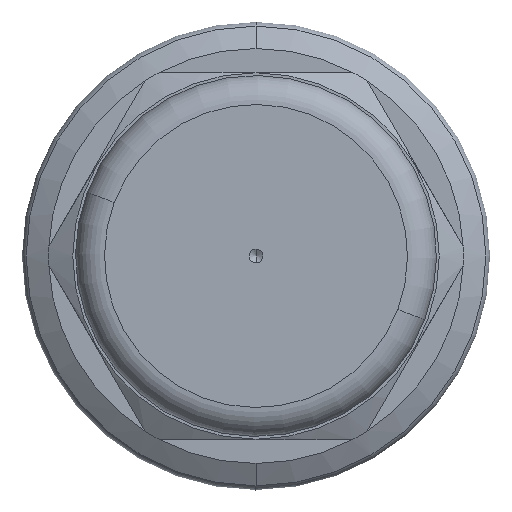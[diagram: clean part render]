
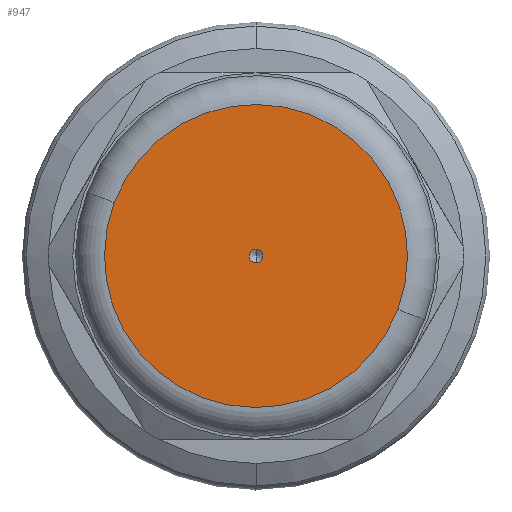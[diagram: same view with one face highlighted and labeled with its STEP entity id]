
A CAD part, left-side view. The second image highlights one B-rep face of the part: STEP entity #947.
In plain terms, the highlighted planar face has unit normal (-1, 0, 0).
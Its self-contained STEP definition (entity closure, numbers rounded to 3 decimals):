
#63 = CIRCLE ( 'NONE', #4805, 13.075 ) ;
#227 = VERTEX_POINT ( 'NONE', #5957 ) ;
#323 = CARTESIAN_POINT ( 'NONE',  ( -238.35, -1.657, 0. ) ) ;
#672 = AXIS2_PLACEMENT_3D ( 'NONE', #12410, #4309, #4351 ) ;
#841 = ORIENTED_EDGE ( 'NONE', *, *, #7255, .T. ) ;
#947 = ADVANCED_FACE ( 'NONE', ( #4403, #11349 ), #12352, .T. ) ;
#1182 = CARTESIAN_POINT ( 'NONE',  ( -238.35, -13.889, -4.618 ) ) ;
#2688 = DIRECTION ( 'NONE',  ( 0., -0.936, -0.353 ) ) ;
#3163 = VERTEX_POINT ( 'NONE', #1182 ) ;
#3251 = VERTEX_POINT ( 'NONE', #6123 ) ;
#3261 = EDGE_LOOP ( 'NONE', ( #4951, #8181 ) ) ;
#3423 = AXIS2_PLACEMENT_3D ( 'NONE', #7444, #7670, #6337 ) ;
#3441 = CIRCLE ( 'NONE', #11747, 0.6 ) ;
#3899 = EDGE_CURVE ( 'NONE', #3251, #6830, #12148, .T. ) ;
#4309 = DIRECTION ( 'NONE',  ( 1., 0., 0. ) ) ;
#4351 = DIRECTION ( 'NONE',  ( 0., -0.936, -0.353 ) ) ;
#4403 = FACE_BOUND ( 'NONE', #7059, .T. ) ;
#4805 = AXIS2_PLACEMENT_3D ( 'NONE', #5072, #11688, #10328 ) ;
#4951 = ORIENTED_EDGE ( 'NONE', *, *, #6824, .F. ) ;
#5070 = ORIENTED_EDGE ( 'NONE', *, *, #3899, .T. ) ;
#5072 = CARTESIAN_POINT ( 'NONE',  ( -238.35, -1.657, 0. ) ) ;
#5318 = DIRECTION ( 'NONE',  ( -1., 0., 0. ) ) ;
#5765 = CIRCLE ( 'NONE', #3423, 13.075 ) ;
#5957 = CARTESIAN_POINT ( 'NONE',  ( -238.35, 10.576, 4.618 ) ) ;
#6123 = CARTESIAN_POINT ( 'NONE',  ( -238.35, -2.218, -0.212 ) ) ;
#6337 = DIRECTION ( 'NONE',  ( 0., -0.936, -0.353 ) ) ;
#6378 = CARTESIAN_POINT ( 'NONE',  ( -238.35, -2.218, -0.212 ) ) ;
#6824 = EDGE_CURVE ( 'NONE', #3163, #227, #5765, .T. ) ;
#6830 = VERTEX_POINT ( 'NONE', #12731 ) ;
#7059 = EDGE_LOOP ( 'NONE', ( #5070, #841 ) ) ;
#7255 = EDGE_CURVE ( 'NONE', #6830, #3251, #3441, .T. ) ;
#7269 = DIRECTION ( 'NONE',  ( 1., 0., 0. ) ) ;
#7444 = CARTESIAN_POINT ( 'NONE',  ( -238.35, -1.657, 0. ) ) ;
#7670 = DIRECTION ( 'NONE',  ( 1., 0., 0. ) ) ;
#8051 = AXIS2_PLACEMENT_3D ( 'NONE', #6378, #5318, #10432 ) ;
#8181 = ORIENTED_EDGE ( 'NONE', *, *, #8517, .F. ) ;
#8517 = EDGE_CURVE ( 'NONE', #227, #3163, #63, .T. ) ;
#10328 = DIRECTION ( 'NONE',  ( 0., -0.936, -0.353 ) ) ;
#10432 = DIRECTION ( 'NONE',  ( 0., 0.936, 0.353 ) ) ;
#11349 = FACE_OUTER_BOUND ( 'NONE', #3261, .T. ) ;
#11688 = DIRECTION ( 'NONE',  ( 1., 0., 0. ) ) ;
#11747 = AXIS2_PLACEMENT_3D ( 'NONE', #323, #7269, #2688 ) ;
#12148 = CIRCLE ( 'NONE', #672, 0.6 ) ;
#12352 = PLANE ( 'NONE',  #8051 ) ;
#12410 = CARTESIAN_POINT ( 'NONE',  ( -238.35, -1.657, 0. ) ) ;
#12731 = CARTESIAN_POINT ( 'NONE',  ( -238.35, -1.095, 0.212 ) ) ;
